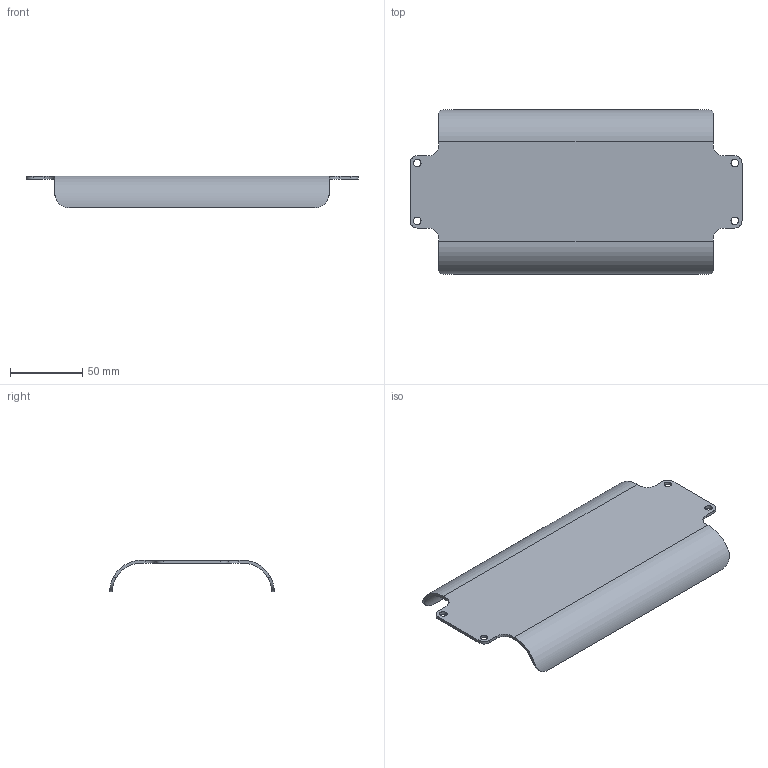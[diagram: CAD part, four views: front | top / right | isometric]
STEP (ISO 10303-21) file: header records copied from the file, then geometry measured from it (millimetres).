
FILE_DESCRIPTION(('CATIA V5 STEP Exchange'),'2;1');
FILE_NAME('Top_modi(long).stp','2021-01-22T12:37:25+00:00',('none'),('none'),'CATIA Version 5 Release 20 GA (IN-10)','CATIA V5 STEP AP203','none');
FILE_SCHEMA(('CONFIG_CONTROL_DESIGN'));
Length unit declared in the file: millimetre
Products named in the file (1): Top_modi(Long)
Bounding box: 230 x 114 x 22 mm (x, y, z)
Volume: 55289.3 mm3; surface area: 56894.2 mm2
Topology: 1 solids, 1 shells, 38 faces, 108 edges, 72 vertices
Faces by surface type: cylinder 24, plane 14
Entity records: 1547 total; most frequent: CARTESIAN_POINT 572, ORIENTED_EDGE 216, DIRECTION 146, EDGE_CURVE 108, VERTEX_POINT 72, VECTOR 60, LINE 60, AXIS2_PLACEMENT_3D 56
